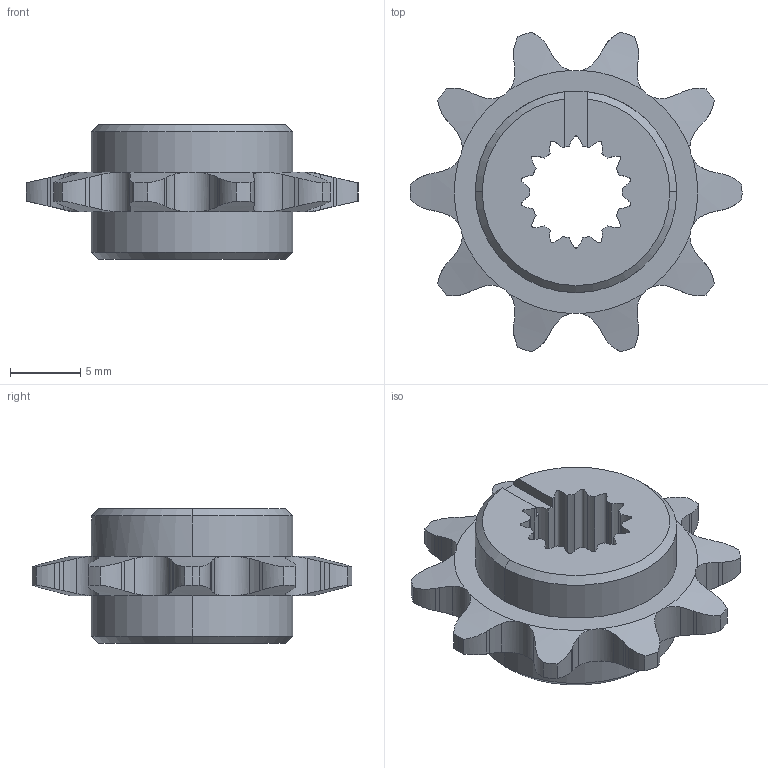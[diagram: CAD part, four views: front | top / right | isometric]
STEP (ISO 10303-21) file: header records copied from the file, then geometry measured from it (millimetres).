
FILE_DESCRIPTION (( 'STEP AP214' ), '1' );
FILE_NAME ('WCP-0582 Rev1.step', '2023-01-03T03:00:52', ( '' ), ( '' ), 'SwSTEP 2.0', 'SolidWorks 2020', '' );
FILE_SCHEMA (( 'AUTOMOTIVE_DESIGN' ));
Length unit declared in the file: inch
Products named in the file (1): WCP-0582 Rev1
Bounding box: 23.56 x 22.7 x 9.53 mm (x, y, z)
Volume: 1528.5 mm3; surface area: 1350.2 mm2
Topology: 1 solids, 1 shells, 152 faces, 443 edges, 294 vertices
Faces by surface type: cylinder 86, plane 27, cone 25, bspline 14
Entity records: 7090 total; most frequent: CARTESIAN_POINT 3358, ORIENTED_EDGE 886, DIRECTION 628, EDGE_CURVE 443, VERTEX_POINT 294, AXIS2_PLACEMENT_3D 248, B_SPLINE_CURVE_WITH_KNOTS 202, EDGE_LOOP 155
